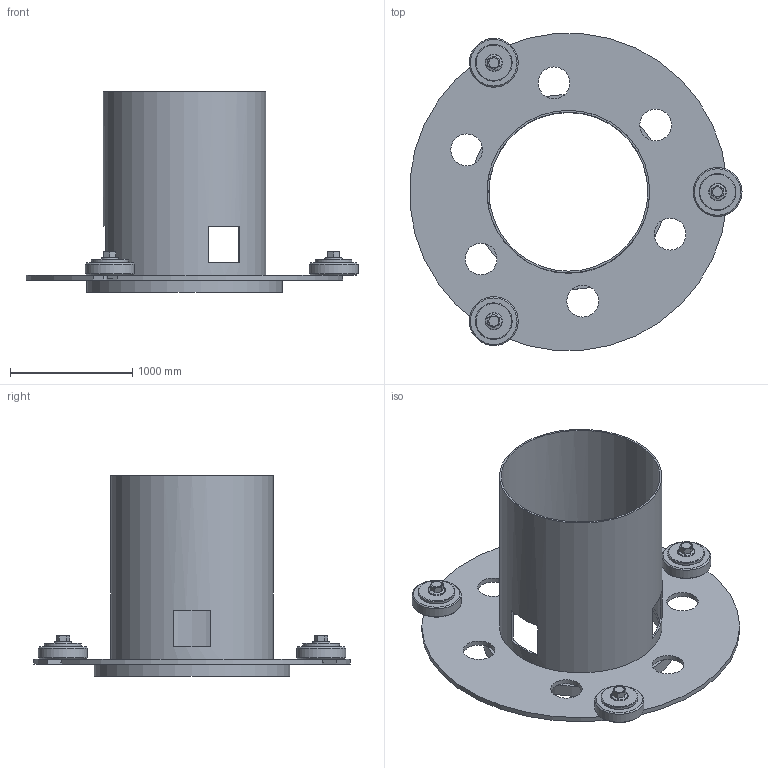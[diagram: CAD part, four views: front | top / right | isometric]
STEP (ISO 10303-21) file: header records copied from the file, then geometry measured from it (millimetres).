
FILE_DESCRIPTION(/* description */ (''),/* implementation_level */ '2;1');
FILE_NAME(/* name */ '14509.070X_3D.stp',/* time_stamp */ '2024-12-11T14:52:31+01:00',/* author */ ('CAD'),/* organization */ (''),/* preprocessor_version */ 'ST-DEVELOPER v20',/* originating_system */ 'AutoCAD Mechanical',/* authorisation */ '');
FILE_SCHEMA (('AUTOMOTIVE_DESIGN { 1 0 10303 214 3 1 1 }'));
Length unit declared in the file: centimetre
Products named in the file (4): Product; *S0; *U2; *U1
Assembly tree (5 placements, depth 3):
  Product
    *S0
    *U2
      *U1  x3
Bounding box: 2715.07 x 2590.29 x 1640 mm (x, y, z)
Volume: 329371726.1 mm3; surface area: 23833804.5 mm2
Topology: 12 solids, 12 shells, 179 faces, 415 edges, 265 vertices
Faces by surface type: cone 75, plane 66, cylinder 32, torus 6
Full cylindrical faces by diameter (mm): 70 x3, 250 x3, 260 x6, 300 x3, 400 x3, 1300 x3, 1330 x1, 1600 x1
Entity records: 2966 total; most frequent: CARTESIAN_POINT 563, DIRECTION 514, ORIENTED_EDGE 446, EDGE_CURVE 223, AXIS2_PLACEMENT_3D 202, VERTEX_POINT 143, EDGE_LOOP 118, LINE 110
